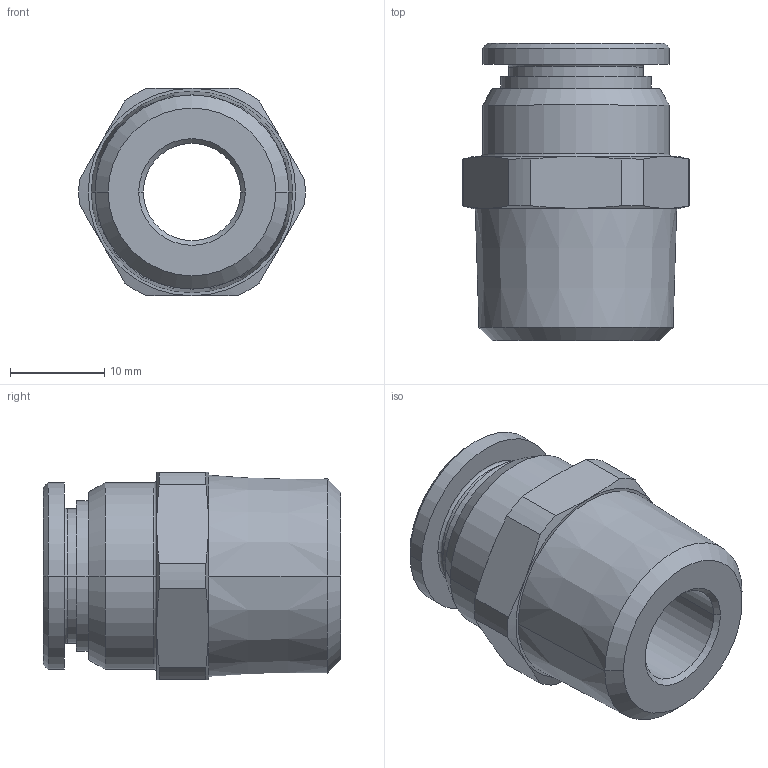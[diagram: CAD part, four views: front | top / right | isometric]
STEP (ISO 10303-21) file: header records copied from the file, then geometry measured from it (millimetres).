
FILE_DESCRIPTION((''),'2;1');
FILE_NAME('mxm.12.10.38',('c'),('sopra-pneumatic'),'PRO/ENGINEER BY PARAMETRIC TECHNOLOGY CORPORATION, 2015110','PRO/ENGINEER BY PARAMETRIC TECHNOLOGY CORPORATION, 2015110','');
FILE_SCHEMA(('CONFIG_CONTROL_DESIGN'));
Length unit declared in the file: millimetre
Products named in the file (1): 380476B_951X4-12FF-1-2K
Bounding box: 23.98 x 31.5 x 22 mm (x, y, z)
Volume: 6879.8 mm3; surface area: 4158.8 mm2
Topology: 1 solids, 1 shells, 71 faces, 152 edges, 90 vertices
Faces by surface type: cone 30, cylinder 20, plane 15, torus 6
Entity records: 1996 total; most frequent: CARTESIAN_POINT 397, DIRECTION 354, ORIENTED_EDGE 304, AXIS2_PLACEMENT_3D 155, EDGE_CURVE 152, VERTEX_POINT 90, CIRCLE 84, EDGE_LOOP 80
